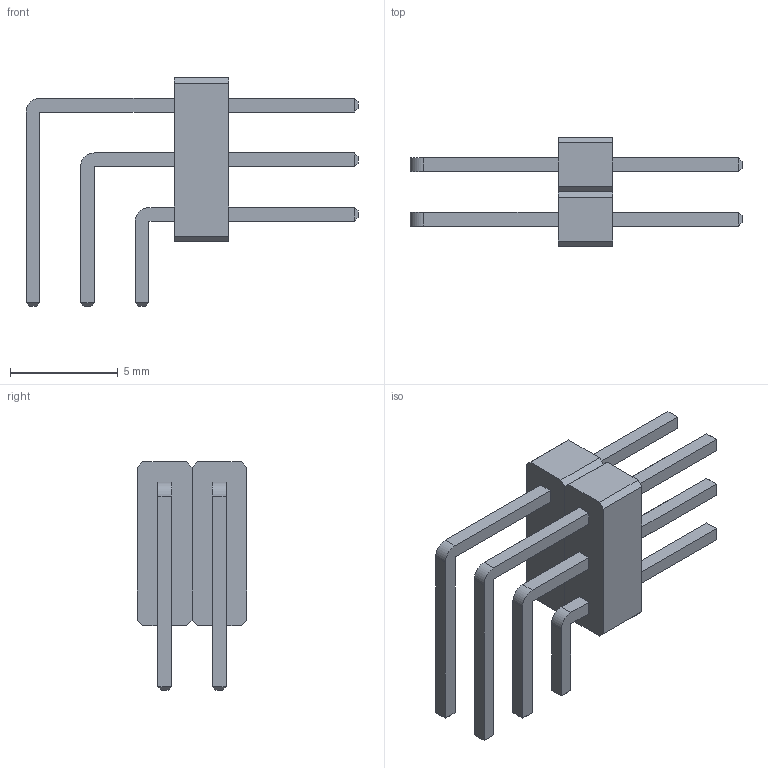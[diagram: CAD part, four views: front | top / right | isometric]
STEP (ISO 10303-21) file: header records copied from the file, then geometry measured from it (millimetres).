
FILE_DESCRIPTION(('FreeCAD Model'),'2;1');
FILE_NAME('Open CASCADE Shape Model','2022-01-07T05:12:25',( 'kicad StepUp'),('ksu MCAD'),'Open CASCADE STEP processor 7.5', 'FreeCAD','Unknown');
FILE_SCHEMA(('AUTOMOTIVE_DESIGN { 1 0 10303 214 1 1 1 1 }'));
Length unit declared in the file: millimetre
Products named in the file (1): PinHeader_3x02_P2.54mm_Horizontal
Bounding box: 15.44 x 5.08 x 10.62 mm (x, y, z)
Volume: 138.4 mm3; surface area: 508.5 mm2
Topology: 8 solids, 8 shells, 146 faces, 342 edges, 212 vertices
Faces by surface type: plane 140, cylinder 6
Entity records: 5153 total; most frequent: CARTESIAN_POINT 701, ORIENTED_EDGE 684, DIRECTION 648, EDGE_CURVE 342, LINE 330, VECTOR 330, VERTEX_POINT 212, AXIS2_PLACEMENT_3D 159
